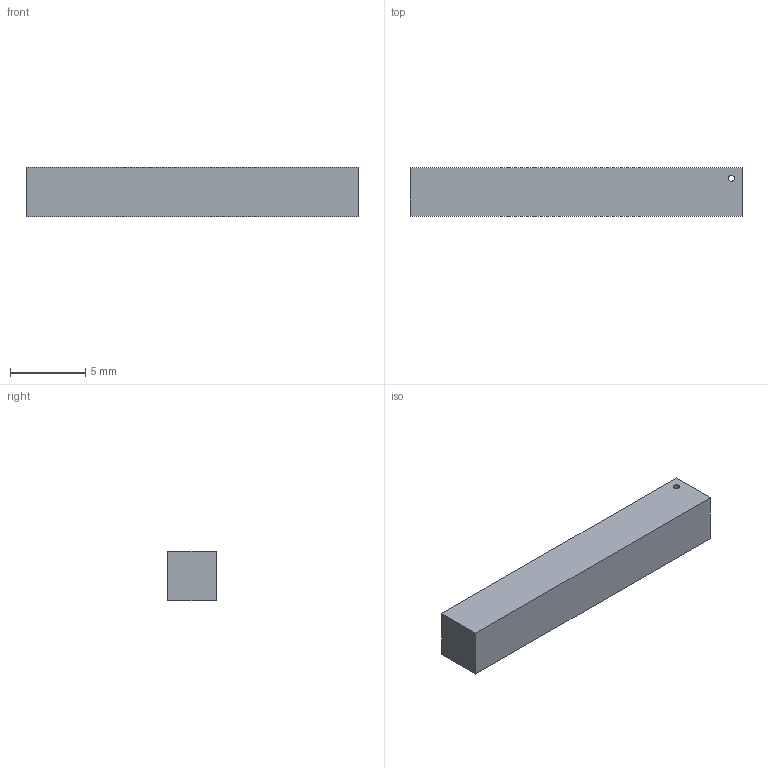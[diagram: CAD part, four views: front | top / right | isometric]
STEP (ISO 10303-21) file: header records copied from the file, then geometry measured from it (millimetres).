
FILE_DESCRIPTION((''),'2;1');
FILE_NAME('1001011','2018-01-19T',('mrodriguez'),(''),'CREO PARAMETRIC BY PTC INC, 2016130','CREO PARAMETRIC BY PTC INC, 2016130','');
FILE_SCHEMA(('AUTOMOTIVE_DESIGN { 1 0 10303 214 1 1 1 1 }'));
Length unit declared in the file: millimetre
Products named in the file (1): 1001011
Bounding box: 22 x 3.2 x 3.31 mm (x, y, z)
Volume: 232.6 mm3; surface area: 311.5 mm2
Topology: 1 solids, 1 shells, 8 faces, 537 edges, 532 vertices
Faces by surface type: plane 6, cylinder 2
Entity records: 5346 total; most frequent: CARTESIAN_POINT 1082, PRESENTATION_STYLE_ASSIGNMENT 586, STYLED_ITEM 586, CURVE_STYLE 578, COMPOSITE_CURVE_SEGMENT 518, DIRECTION 391, VECTOR 353, LINE 353
